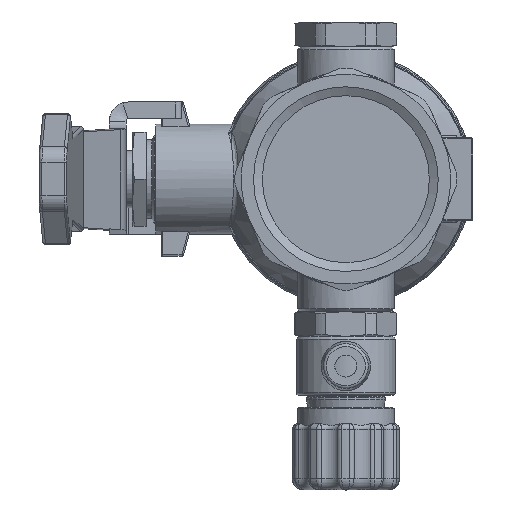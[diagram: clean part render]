
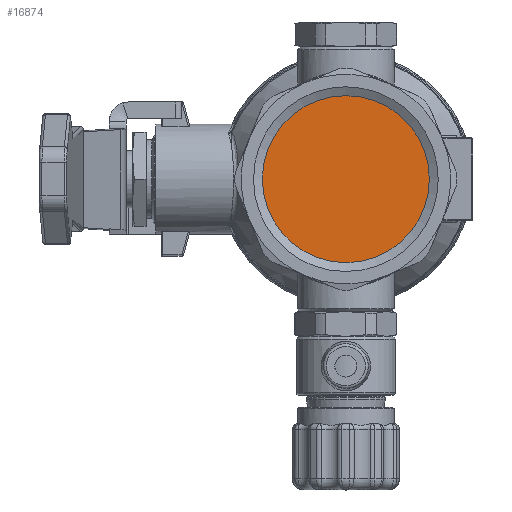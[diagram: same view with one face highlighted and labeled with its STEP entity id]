
A CAD part, left-side view. The second image highlights one B-rep face of the part: STEP entity #16874.
In plain terms, the highlighted planar face has unit normal (-1, 0, 0).
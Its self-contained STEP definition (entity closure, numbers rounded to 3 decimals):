
#3719 = CARTESIAN_POINT ( 'NONE',  ( -37.347, 0., 0. ) ) ;
#7223 = DIRECTION ( 'NONE',  ( 0., 1., 0. ) ) ;
#16874 = ADVANCED_FACE ( 'NONE', ( #33082 ), #36367, .T. ) ;
#20803 = AXIS2_PLACEMENT_3D ( 'NONE', #23397, #32887, #38866 ) ;
#21129 = EDGE_LOOP ( 'NONE', ( #38167 ) ) ;
#21895 = CIRCLE ( 'NONE', #22557, 15.145 ) ;
#22557 = AXIS2_PLACEMENT_3D ( 'NONE', #3719, #38393, #7223 ) ;
#23397 = CARTESIAN_POINT ( 'NONE',  ( -37.347, 0., 0. ) ) ;
#31732 = EDGE_CURVE ( 'NONE', #36652, #36652, #21895, .T. ) ;
#32887 = DIRECTION ( 'NONE',  ( -1., 0., 0. ) ) ;
#33082 = FACE_OUTER_BOUND ( 'NONE', #21129, .T. ) ;
#36367 = PLANE ( 'NONE',  #20803 ) ;
#36652 = VERTEX_POINT ( 'NONE', #40132 ) ;
#38167 = ORIENTED_EDGE ( 'NONE', *, *, #31732, .F. ) ;
#38393 = DIRECTION ( 'NONE',  ( 1., 0., 0. ) ) ;
#38866 = DIRECTION ( 'NONE',  ( 0., 0., 1. ) ) ;
#40132 = CARTESIAN_POINT ( 'NONE',  ( -37.347, 15.145, 0. ) ) ;
